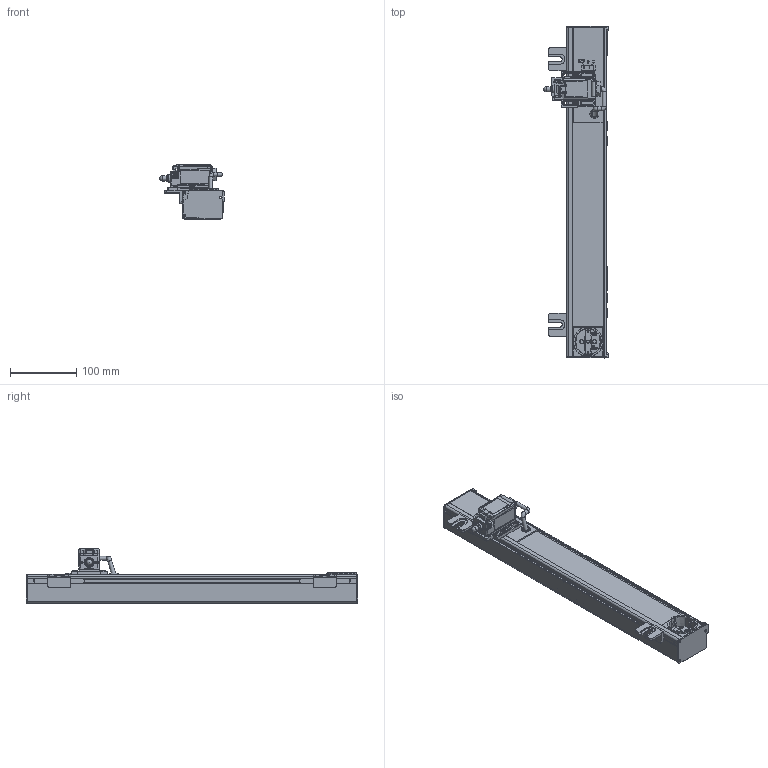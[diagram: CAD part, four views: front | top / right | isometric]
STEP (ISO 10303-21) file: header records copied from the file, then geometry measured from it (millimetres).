
FILE_DESCRIPTION(/* description */ (''),/* implementation_level */ '2;1');
FILE_NAME(/* name */ '109069_LED-A-500-SK-PK-E-R-VX.stp',/* time_stamp */ '2024-05-03T15:28:41+02:00',/* author */ ('CAD'),/* organization */ (''),/* preprocessor_version */ 'ST-DEVELOPER v15.6',/* originating_system */ 'Autodesk Inventor 2015',/* authorisation */ '');
FILE_SCHEMA (('AUTOMOTIVE_DESIGN { 1 0 10303 214 3 1 1 }'));
Products named in the file (1): 109069_LED-A-500-SK-PK-E-R-VX_Shrinkwrap_1
Bounding box: 97.45 x 500 x 81.5 mm (x, y, z)
Surface area: 274714.7 mm2 (no closed solid volume)
Topology: 0 solids, 126 shells, 2746 faces, 10039 edges, 7353 vertices
Faces by surface type: plane 2106, cylinder 488, bspline 64, cone 57, sphere 28, torus 3
Full cylindrical faces by diameter (mm): 2.8 x2, 3.95 x2, 5.3 x1, 6 x4, 8 x1, 24 x1
Entity records: 110247 total; most frequent: CARTESIAN_POINT 24714, ORIENTED_EDGE 16742, DIRECTION 16349, EDGE_CURVE 9990, LINE 8059, VECTOR 8059, VERTEX_POINT 7344, AXIS2_PLACEMENT_3D 4145
